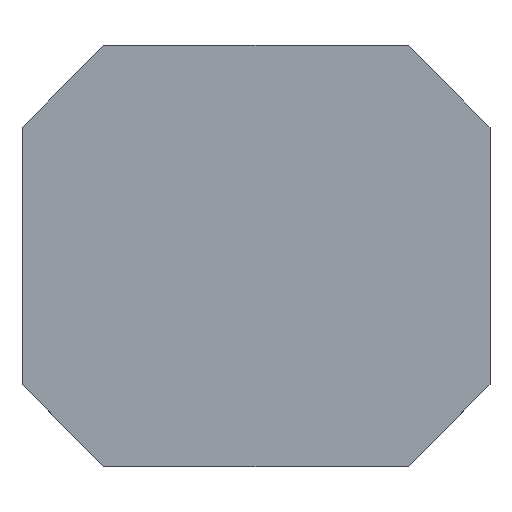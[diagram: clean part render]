
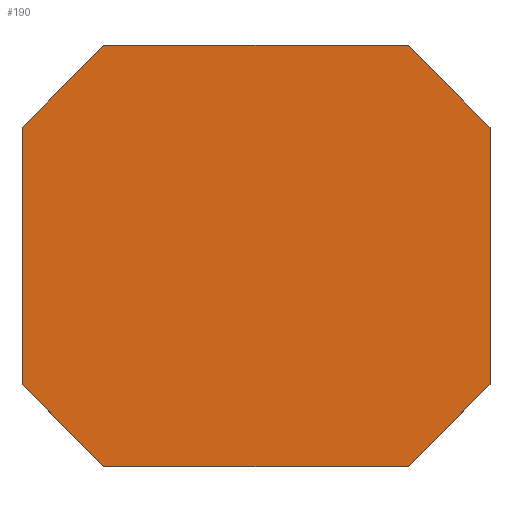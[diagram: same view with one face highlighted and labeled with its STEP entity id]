
A CAD part, top view. The second image highlights one B-rep face of the part: STEP entity #190.
In plain terms, the highlighted planar face has unit normal (0, 0, 1).
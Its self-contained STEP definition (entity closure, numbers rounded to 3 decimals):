
#24=FACE_OUTER_BOUND('',#34,.T.);
#34=EDGE_LOOP('',(#156,#157,#158,#159,#160,#161,#162,#163));
#36=LINE('',#254,#60);
#40=LINE('',#262,#64);
#43=LINE('',#268,#67);
#46=LINE('',#274,#70);
#49=LINE('',#280,#73);
#52=LINE('',#286,#76);
#55=LINE('',#292,#79);
#58=LINE('',#297,#82);
#60=VECTOR('',#208,10.);
#64=VECTOR('',#214,10.);
#67=VECTOR('',#219,10.);
#70=VECTOR('',#224,10.);
#73=VECTOR('',#229,10.);
#76=VECTOR('',#234,10.);
#79=VECTOR('',#239,10.);
#82=VECTOR('',#244,10.);
#84=VERTEX_POINT('',#252);
#85=VERTEX_POINT('',#253);
#88=VERTEX_POINT('',#261);
#90=VERTEX_POINT('',#267);
#92=VERTEX_POINT('',#273);
#94=VERTEX_POINT('',#279);
#96=VERTEX_POINT('',#285);
#98=VERTEX_POINT('',#291);
#100=EDGE_CURVE('',#84,#85,#36,.T.);
#104=EDGE_CURVE('',#85,#88,#40,.T.);
#107=EDGE_CURVE('',#88,#90,#43,.T.);
#110=EDGE_CURVE('',#90,#92,#46,.T.);
#113=EDGE_CURVE('',#92,#94,#49,.T.);
#116=EDGE_CURVE('',#96,#84,#52,.T.);
#119=EDGE_CURVE('',#98,#96,#55,.T.);
#122=EDGE_CURVE('',#94,#98,#58,.T.);
#156=ORIENTED_EDGE('',*,*,#113,.T.);
#157=ORIENTED_EDGE('',*,*,#122,.T.);
#158=ORIENTED_EDGE('',*,*,#119,.T.);
#159=ORIENTED_EDGE('',*,*,#116,.T.);
#160=ORIENTED_EDGE('',*,*,#100,.T.);
#161=ORIENTED_EDGE('',*,*,#104,.T.);
#162=ORIENTED_EDGE('',*,*,#107,.T.);
#163=ORIENTED_EDGE('',*,*,#110,.T.);
#180=PLANE('',#202);
#190=ADVANCED_FACE('',(#24),#180,.T.);
#202=AXIS2_PLACEMENT_3D('',#299,#246,#247);
#208=DIRECTION('',(0.707,0.707,0.));
#214=DIRECTION('',(0.,1.,0.));
#219=DIRECTION('',(-0.707,0.707,0.));
#224=DIRECTION('',(-1.,0.,0.));
#229=DIRECTION('',(-0.707,-0.707,0.));
#234=DIRECTION('',(1.,0.,0.));
#239=DIRECTION('',(0.707,-0.707,0.));
#244=DIRECTION('',(0.,-1.,0.));
#246=DIRECTION('center_axis',(0.,0.,1.));
#247=DIRECTION('ref_axis',(1.,0.,0.));
#252=CARTESIAN_POINT('',(65.,-90.,7.));
#253=CARTESIAN_POINT('',(100.,-55.,7.));
#254=CARTESIAN_POINT('',(71.25,-83.75,7.));
#261=CARTESIAN_POINT('',(100.,55.,7.));
#262=CARTESIAN_POINT('',(100.,-27.5,7.));
#267=CARTESIAN_POINT('',(65.,90.,7.));
#268=CARTESIAN_POINT('',(88.75,66.25,7.));
#273=CARTESIAN_POINT('',(-65.,90.,7.));
#274=CARTESIAN_POINT('',(32.5,90.,7.));
#279=CARTESIAN_POINT('',(-100.,55.,7.));
#280=CARTESIAN_POINT('',(-71.25,83.75,7.));
#285=CARTESIAN_POINT('',(-65.,-90.,7.));
#286=CARTESIAN_POINT('',(-32.5,-90.,7.));
#291=CARTESIAN_POINT('',(-100.,-55.,7.));
#292=CARTESIAN_POINT('',(-88.75,-66.25,7.));
#297=CARTESIAN_POINT('',(-100.,27.5,7.));
#299=CARTESIAN_POINT('Origin',(0.,0.,
7.));
